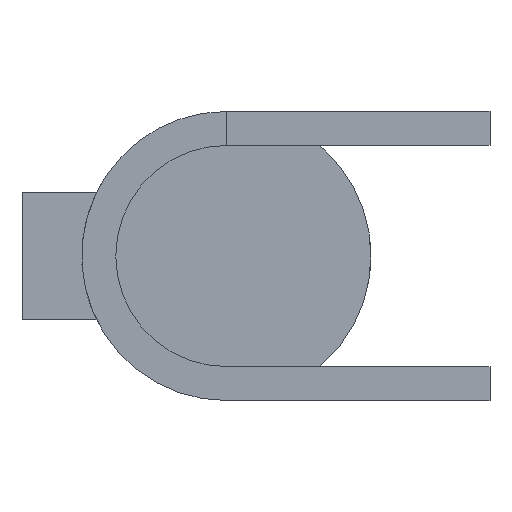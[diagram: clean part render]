
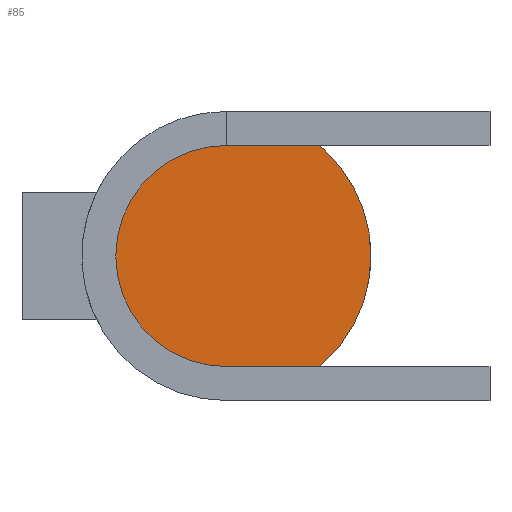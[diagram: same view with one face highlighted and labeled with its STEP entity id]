
A CAD part, left-side view. The second image highlights one B-rep face of the part: STEP entity #85.
In plain terms, the highlighted planar face has unit normal (-1, 0, 0).
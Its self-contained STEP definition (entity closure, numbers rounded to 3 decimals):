
#51=B_SPLINE_CURVE_WITH_KNOTS('',3,(#950,#951,#952,#953),.UNSPECIFIED.,
 .F.,.F.,(4,4),(0.,1.),.UNSPECIFIED.);
#52=B_SPLINE_CURVE_WITH_KNOTS('',3,(#961,#962,#963,#964),.UNSPECIFIED.,
 .F.,.F.,(4,4),(0.,1.),.UNSPECIFIED.);
#68=CIRCLE('',#670,1.7);
#69=CIRCLE('',#672,1.3);
#85=ADVANCED_FACE('',(#151),#119,.F.);
#119=PLANE('',#673);
#151=FACE_OUTER_BOUND('',#191,.T.);
#191=EDGE_LOOP('',(#278,#279,#280,#281,#282,#283));
#278=ORIENTED_EDGE('',*,*,#443,.F.);
#279=ORIENTED_EDGE('',*,*,#465,.F.);
#280=ORIENTED_EDGE('',*,*,#472,.F.);
#281=ORIENTED_EDGE('',*,*,#471,.F.);
#282=ORIENTED_EDGE('',*,*,#435,.F.);
#283=ORIENTED_EDGE('',*,*,#473,.F.);
#383=VERTEX_POINT('',#870);
#384=VERTEX_POINT('',#872);
#391=VERTEX_POINT('',#888);
#392=VERTEX_POINT('',#890);
#409=VERTEX_POINT('',#954);
#411=VERTEX_POINT('',#965);
#435=EDGE_CURVE('',#383,#384,#517,.T.);
#443=EDGE_CURVE('',#391,#392,#525,.T.);
#465=EDGE_CURVE('',#409,#391,#51,.T.);
#471=EDGE_CURVE('',#384,#411,#52,.T.);
#472=EDGE_CURVE('',#411,#409,#68,.T.);
#473=EDGE_CURVE('',#392,#383,#69,.T.);
#517=LINE('',#871,#587);
#525=LINE('',#889,#595);
#587=VECTOR('',#706,1.);
#595=VECTOR('',#718,1.);
#670=AXIS2_PLACEMENT_3D('',#966,#768,#769);
#672=AXIS2_PLACEMENT_3D('',#968,#772,#773);
#673=AXIS2_PLACEMENT_3D('',#969,#774,#775);
#706=DIRECTION('',(0.,0.,1.));
#718=DIRECTION('',(0.,0.,1.));
#768=DIRECTION('',(1.,0.,0.));
#769=DIRECTION('',(0.,0.,1.));
#772=DIRECTION('',(1.,0.,0.));
#773=DIRECTION('',(0.,0.,-1.));
#774=DIRECTION('',(1.,0.,0.));
#775=DIRECTION('',(0.,0.,-1.));
#870=CARTESIAN_POINT('',(-6.6,0.,-18.7));
#871=CARTESIAN_POINT('',(-6.6,0.,-20.));
#872=CARTESIAN_POINT('',(-6.6,0.,-18.3));
#888=CARTESIAN_POINT('',(-6.6,0.,-21.7));
#889=CARTESIAN_POINT('',(-6.6,0.,-20.));
#890=CARTESIAN_POINT('',(-6.6,0.,-21.3));
#950=CARTESIAN_POINT('',(-6.6,-0.398,-21.653));
#951=CARTESIAN_POINT('',(-6.6,-0.268,-21.684));
#952=CARTESIAN_POINT('',(-6.6,-0.134,-21.7));
#953=CARTESIAN_POINT('',(-6.6,0.,-21.7));
#954=CARTESIAN_POINT('',(-6.6,-0.4,-21.652));
#961=CARTESIAN_POINT('',(-6.6,0.,-18.3));
#962=CARTESIAN_POINT('',(-6.6,-0.134,-18.3));
#963=CARTESIAN_POINT('',(-6.6,-0.268,-18.316));
#964=CARTESIAN_POINT('',(-6.6,-0.398,-18.347));
#965=CARTESIAN_POINT('',(-6.6,-0.398,-18.347));
#966=CARTESIAN_POINT('',(-6.6,0.,-20.));
#968=CARTESIAN_POINT('',(-6.6,0.,-20.));
#969=CARTESIAN_POINT('',(-6.6,0.,-20.));
